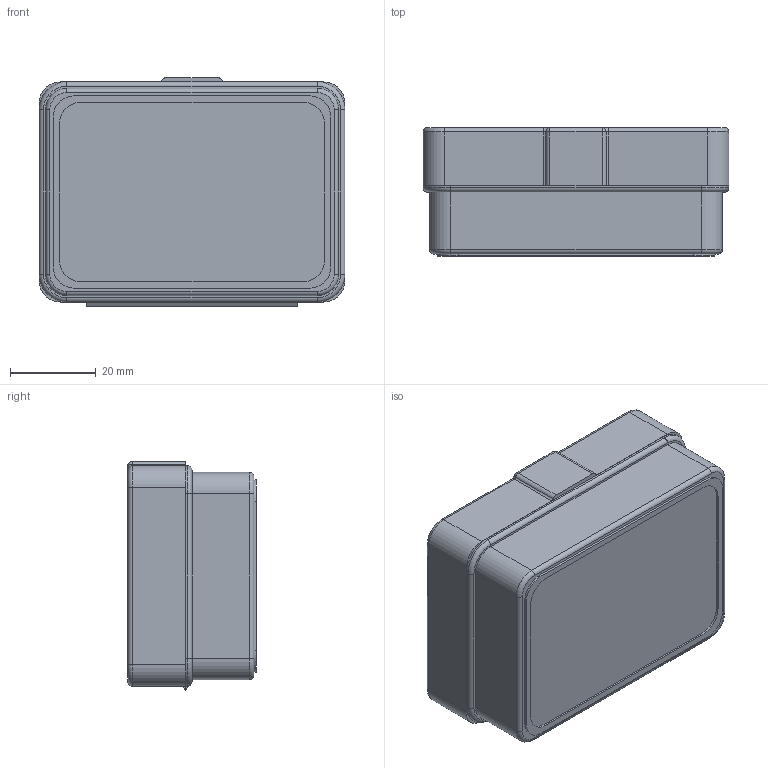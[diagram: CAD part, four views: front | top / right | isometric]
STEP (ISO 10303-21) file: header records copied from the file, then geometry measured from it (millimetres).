
FILE_DESCRIPTION (( 'STEP AP214' ), '1' );
FILE_NAME ('B159 Êîðîáêà ïëàñòèêîâàÿ, 67x47x27 ìì.STEP', '2020-04-06T13:07:10', ( '' ), ( '' ), 'SwSTEP 2.0', 'SolidWorks 2020', '' );
FILE_SCHEMA (( 'AUTOMOTIVE_DESIGN' ));
Length unit declared in the file: millimetre
Products named in the file (3): B159 Êðûøêà; B159 Êîðîáêà ïëàñòèêîâàÿ, 67x47x27 ìì; B159 Åìêîñòü 
Assembly tree (2 placements, depth 2):
  B159 Êîðîáêà ïëàñòèêîâàÿ, 67x47x27 ìì
    B159 Åìêîñòü 
    B159 Êðûøêà
Bounding box: 71.5 x 30 x 53.5 mm (x, y, z)
Volume: 14569.5 mm3; surface area: 29025.9 mm2
Topology: 2 solids, 2 shells, 193 faces, 488 edges, 302 vertices
Faces by surface type: cylinder 85, plane 78, torus 26, sphere 4
Entity records: 5874 total; most frequent: DIRECTION 1082, CARTESIAN_POINT 984, ORIENTED_EDGE 968, EDGE_CURVE 484, AXIS2_PLACEMENT_3D 400, VERTEX_POINT 302, LINE 282, VECTOR 282
